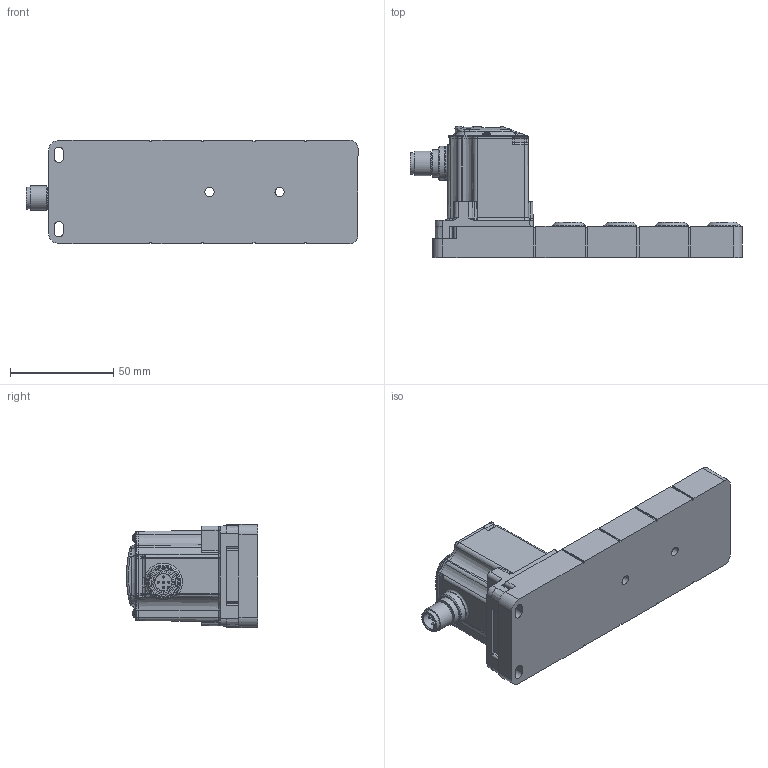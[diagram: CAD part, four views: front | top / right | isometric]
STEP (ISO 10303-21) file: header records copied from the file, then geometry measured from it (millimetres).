
FILE_DESCRIPTION(/* description */ (''),/* implementation_level */ '2;1');
FILE_NAME(/* name */ 'LogiCap auf 8fach Verteiler.stp',/* time_stamp */ '2018-12-05T08:31:36+01:00',/* author */ ('braunja'),/* organization */ (''),/* preprocessor_version */ 'ST-DEVELOPER v17',/* originating_system */ 'Autodesk Inventor 2018',/* authorisation */ '');
FILE_SCHEMA (('AUTOMOTIVE_DESIGN { 1 0 10303 214 3 1 1 }'));
Products named in the file (3): LogiCap auf 8fach Verteiler; 8000-88500-0000000; 8000H1488000000001
Assembly tree (2 placements, depth 2):
  LogiCap auf 8fach Verteiler
    8000-88500-0000000
    8000H1488000000001
Bounding box: 160.92 x 63.5 x 50 mm (x, y, z)
Volume: 177057.3 mm3; surface area: 49253.3 mm2
Topology: 23 solids, 23 shells, 1591 faces, 4076 edges, 2678 vertices
Faces by surface type: plane 1008, cylinder 328, bspline 99, cone 91, torus 60, sphere 5
Full cylindrical faces by diameter (mm): 1.05 x5, 1.2 x40, 3 x2, 4.5 x2, 8.3 x1, 9.6 x2, 10.25 x8, 10.5 x2, 12 x1, 12.25 x8, 13 x1, 13.5 x1, 14.5 x1
Entity records: 54355 total; most frequent: CARTESIAN_POINT 13915, ORIENTED_EDGE 8142, DIRECTION 7832, EDGE_CURVE 4071, VERTEX_POINT 2678, LINE 2634, VECTOR 2634, AXIS2_PLACEMENT_3D 2599
